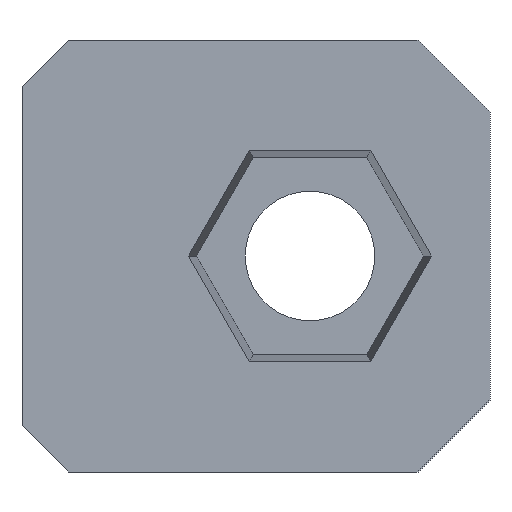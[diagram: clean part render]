
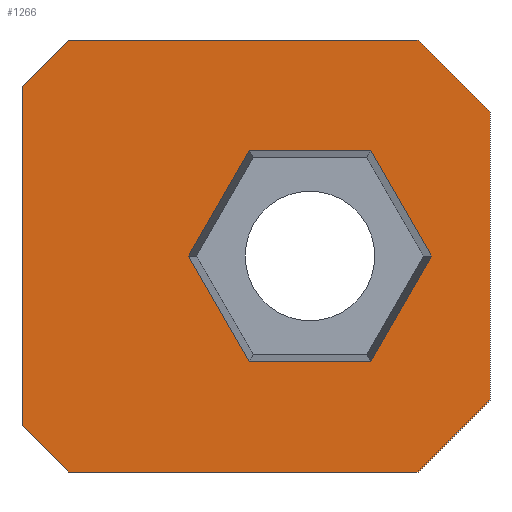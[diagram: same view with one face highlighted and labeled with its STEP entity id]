
A CAD part, front view. The second image highlights one B-rep face of the part: STEP entity #1266.
In plain terms, the highlighted planar face has unit normal (0, -1, 0).
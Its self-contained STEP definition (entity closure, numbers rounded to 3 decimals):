
#69=FACE_BOUND('',#212,.T.);
#86=PLANE('',#1346);
#148=FACE_OUTER_BOUND('',#211,.T.);
#211=EDGE_LOOP('',(#938,#939,#940,#941,#942,#943,#944,#945));
#212=EDGE_LOOP('',(#946,#947,#948,#949,#950,#951));
#286=LINE('',#1767,#444);
#290=LINE('',#1776,#448);
#291=LINE('',#1778,#449);
#292=LINE('',#1780,#450);
#293=LINE('',#1782,#451);
#294=LINE('',#1784,#452);
#295=LINE('',#1785,#453);
#296=LINE('',#1786,#454);
#297=LINE('',#1789,#455);
#298=LINE('',#1791,#456);
#299=LINE('',#1793,#457);
#300=LINE('',#1795,#458);
#301=LINE('',#1797,#459);
#302=LINE('',#1798,#460);
#444=VECTOR('',#1460,1.);
#448=VECTOR('',#1466,1.);
#449=VECTOR('',#1467,1.);
#450=VECTOR('',#1468,1.);
#451=VECTOR('',#1469,1.);
#452=VECTOR('',#1470,1.);
#453=VECTOR('',#1471,1.);
#454=VECTOR('',#1472,1.);
#455=VECTOR('',#1473,10.);
#456=VECTOR('',#1474,10.);
#457=VECTOR('',#1475,10.);
#458=VECTOR('',#1476,10.);
#459=VECTOR('',#1477,10.);
#460=VECTOR('',#1478,10.);
#626=VERTEX_POINT('',#1765);
#627=VERTEX_POINT('',#1766);
#630=VERTEX_POINT('',#1774);
#631=VERTEX_POINT('',#1775);
#632=VERTEX_POINT('',#1777);
#633=VERTEX_POINT('',#1779);
#634=VERTEX_POINT('',#1781);
#635=VERTEX_POINT('',#1783);
#636=VERTEX_POINT('',#1787);
#637=VERTEX_POINT('',#1788);
#638=VERTEX_POINT('',#1790);
#639=VERTEX_POINT('',#1792);
#640=VERTEX_POINT('',#1794);
#641=VERTEX_POINT('',#1796);
#750=EDGE_CURVE('',#626,#627,#286,.T.);
#754=EDGE_CURVE('',#630,#631,#290,.T.);
#755=EDGE_CURVE('',#632,#631,#291,.T.);
#756=EDGE_CURVE('',#632,#633,#292,.T.);
#757=EDGE_CURVE('',#634,#633,#293,.T.);
#758=EDGE_CURVE('',#635,#634,#294,.T.);
#759=EDGE_CURVE('',#635,#627,#295,.T.);
#760=EDGE_CURVE('',#626,#630,#296,.T.);
#761=EDGE_CURVE('',#636,#637,#297,.T.);
#762=EDGE_CURVE('',#638,#636,#298,.T.);
#763=EDGE_CURVE('',#639,#638,#299,.T.);
#764=EDGE_CURVE('',#640,#639,#300,.T.);
#765=EDGE_CURVE('',#641,#640,#301,.T.);
#766=EDGE_CURVE('',#637,#641,#302,.T.);
#938=ORIENTED_EDGE('',*,*,#754,.T.);
#939=ORIENTED_EDGE('',*,*,#755,.F.);
#940=ORIENTED_EDGE('',*,*,#756,.T.);
#941=ORIENTED_EDGE('',*,*,#757,.F.);
#942=ORIENTED_EDGE('',*,*,#758,.F.);
#943=ORIENTED_EDGE('',*,*,#759,.T.);
#944=ORIENTED_EDGE('',*,*,#750,.F.);
#945=ORIENTED_EDGE('',*,*,#760,.T.);
#946=ORIENTED_EDGE('',*,*,#761,.F.);
#947=ORIENTED_EDGE('',*,*,#762,.F.);
#948=ORIENTED_EDGE('',*,*,#763,.F.);
#949=ORIENTED_EDGE('',*,*,#764,.F.);
#950=ORIENTED_EDGE('',*,*,#765,.F.);
#951=ORIENTED_EDGE('',*,*,#766,.F.);
#1266=ADVANCED_FACE('',(#148,#69),#86,.F.);
#1346=AXIS2_PLACEMENT_3D('',#1773,#1464,#1465);
#1460=DIRECTION('',(0.,0.,1.));
#1464=DIRECTION('center_axis',(0.,1.,0.));
#1465=DIRECTION('ref_axis',(0.,0.,1.));
#1466=DIRECTION('',(1.,0.,0.));
#1467=DIRECTION('',(-0.707,0.,-0.707));
#1468=DIRECTION('',(0.,0.,1.));
#1469=DIRECTION('',(0.707,0.,-0.707));
#1470=DIRECTION('',(1.,0.,0.));
#1471=DIRECTION('',(-0.707,0.,-0.707));
#1472=DIRECTION('',(0.707,0.,-0.707));
#1473=DIRECTION('',(1.,0.,0.));
#1474=DIRECTION('',(0.5,0.,-0.866));
#1475=DIRECTION('',(-0.5,0.,-0.866));
#1476=DIRECTION('',(-1.,0.,0.));
#1477=DIRECTION('',(-0.5,0.,0.866));
#1478=DIRECTION('',(0.5,0.,0.866));
#1765=CARTESIAN_POINT('',(-8.,-4.,-4.716));
#1766=CARTESIAN_POINT('',(-8.,-4.,4.716));
#1767=CARTESIAN_POINT('',(-8.,-4.,-6.));
#1773=CARTESIAN_POINT('Origin',(-8.,-4.,-6.));
#1774=CARTESIAN_POINT('',(-6.716,-4.,-6.));
#1775=CARTESIAN_POINT('',(3.,-4.,-6.));
#1776=CARTESIAN_POINT('',(-8.,-4.,-6.));
#1777=CARTESIAN_POINT('',(5.,-4.,-4.));
#1778=CARTESIAN_POINT('',(-0.25,-4.,-9.25));
#1779=CARTESIAN_POINT('',(5.,-4.,4.));
#1780=CARTESIAN_POINT('',(5.,-4.,-6.));
#1781=CARTESIAN_POINT('',(3.,-4.,6.));
#1782=CARTESIAN_POINT('',(2.75,-4.,6.25));
#1783=CARTESIAN_POINT('',(-6.716,-4.,6.));
#1784=CARTESIAN_POINT('',(-8.,-4.,6.));
#1785=CARTESIAN_POINT('',(-16.608,-4.,-3.892));
#1786=CARTESIAN_POINT('',(-13.608,-4.,0.892));
#1787=CARTESIAN_POINT('',(-1.688,-4.,-2.923));
#1788=CARTESIAN_POINT('',(1.688,-4.,-2.923));
#1789=CARTESIAN_POINT('',(-1.688,-4.,-2.923));
#1790=CARTESIAN_POINT('',(-3.375,-4.,0.));
#1791=CARTESIAN_POINT('',(-3.375,-4.,0.));
#1792=CARTESIAN_POINT('',(-1.688,-4.,2.923));
#1793=CARTESIAN_POINT('',(-1.688,-4.,2.923));
#1794=CARTESIAN_POINT('',(1.688,-4.,2.923));
#1795=CARTESIAN_POINT('',(1.688,-4.,2.923));
#1796=CARTESIAN_POINT('',(3.375,-4.,0.));
#1797=CARTESIAN_POINT('',(3.375,-4.,0.));
#1798=CARTESIAN_POINT('',(1.688,-4.,-2.923));
